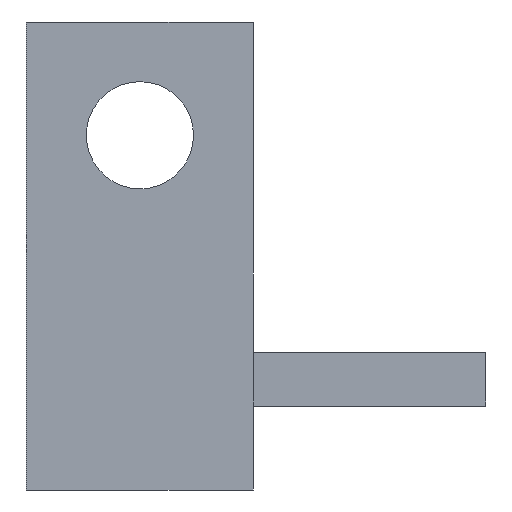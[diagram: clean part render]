
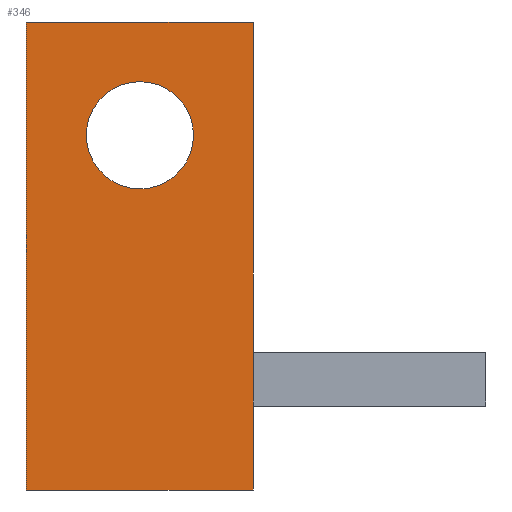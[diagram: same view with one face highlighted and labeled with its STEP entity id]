
A CAD part, front view. The second image highlights one B-rep face of the part: STEP entity #346.
In plain terms, the highlighted planar face has unit normal (0, -1, 0).
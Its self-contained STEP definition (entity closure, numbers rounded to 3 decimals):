
#1=DIRECTION('',(0.,0.,1.));
#2=VECTOR('',#1,13.1);
#3=CARTESIAN_POINT('',(-3.175,0.,-6.55));
#4=LINE('',#3,#2);
#5=DIRECTION('',(1.,0.,0.));
#6=VECTOR('',#5,6.35);
#7=CARTESIAN_POINT('',(-3.175,0.,6.55));
#8=LINE('',#7,#6);
#9=DIRECTION('',(0.,0.,-1.));
#10=VECTOR('',#9,13.1);
#11=CARTESIAN_POINT('',(3.175,0.,6.55));
#12=LINE('',#11,#10);
#13=DIRECTION('',(-1.,0.,0.));
#14=VECTOR('',#13,6.35);
#15=CARTESIAN_POINT('',(3.175,0.,-6.55));
#16=LINE('',#15,#14);
#17=CARTESIAN_POINT('',(0.,0.,3.38));
#18=DIRECTION('',(0.,1.,0.));
#19=DIRECTION('',(1.,0.,0.));
#20=AXIS2_PLACEMENT_3D('',#17,#18,#19);
#22=CARTESIAN_POINT('',(0.,0.,3.38));
#23=DIRECTION('',(0.,1.,0.));
#24=DIRECTION('',(-1.,0.,0.));
#25=AXIS2_PLACEMENT_3D('',#22,#23,#24);
#249=CARTESIAN_POINT('',(-3.175,0.,-6.55));
#250=CARTESIAN_POINT('',(-3.175,0.,6.55));
#251=VERTEX_POINT('',#249);
#252=VERTEX_POINT('',#250);
#253=CARTESIAN_POINT('',(3.175,0.,6.55));
#254=VERTEX_POINT('',#253);
#255=CARTESIAN_POINT('',(3.175,0.,-6.55));
#256=VERTEX_POINT('',#255);
#273=CARTESIAN_POINT('',(1.5,0.,3.38));
#274=CARTESIAN_POINT('',(-1.5,0.,3.38));
#275=VERTEX_POINT('',#273);
#276=VERTEX_POINT('',#274);
#325=CARTESIAN_POINT('',(0.,0.,0.));
#326=DIRECTION('',(0.,1.,0.));
#327=DIRECTION('',(1.,0.,0.));
#328=AXIS2_PLACEMENT_3D('',#325,#326,#327);
#329=PLANE('',#328);
#331=ORIENTED_EDGE('',*,*,#330,.T.);
#333=ORIENTED_EDGE('',*,*,#332,.T.);
#335=ORIENTED_EDGE('',*,*,#334,.T.);
#337=ORIENTED_EDGE('',*,*,#336,.T.);
#338=EDGE_LOOP('',(#331,#333,#335,#337));
#339=FACE_OUTER_BOUND('',#338,.F.);
#341=ORIENTED_EDGE('',*,*,#340,.F.);
#343=ORIENTED_EDGE('',*,*,#342,.F.);
#344=EDGE_LOOP('',(#341,#343));
#345=FACE_BOUND('',#344,.F.);
#21=CIRCLE('',#20,1.5);
#26=CIRCLE('',#25,1.5);
#330=EDGE_CURVE('',#251,#252,#4,.T.);
#332=EDGE_CURVE('',#252,#254,#8,.T.);
#334=EDGE_CURVE('',#254,#256,#12,.T.);
#336=EDGE_CURVE('',#256,#251,#16,.T.);
#340=EDGE_CURVE('',#275,#276,#21,.T.);
#342=EDGE_CURVE('',#276,#275,#26,.T.);
#346=ADVANCED_FACE('',(#339,#345),#329,.F.);
